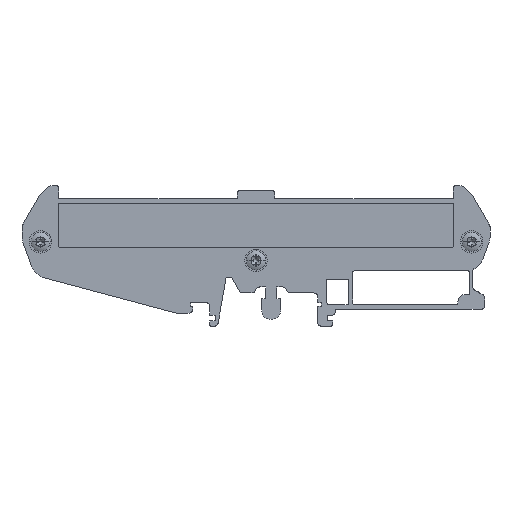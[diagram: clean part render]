
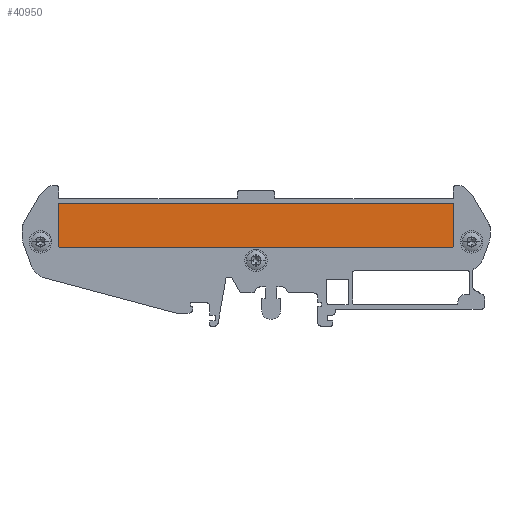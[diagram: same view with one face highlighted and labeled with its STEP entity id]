
A CAD part, left-side view. The second image highlights one B-rep face of the part: STEP entity #40950.
In plain terms, the highlighted planar face has unit normal (-1, 0, 0).
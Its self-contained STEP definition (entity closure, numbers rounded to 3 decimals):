
#40398 = VERTEX_POINT('',#40399);
#40399 = CARTESIAN_POINT('',(0.075,-52.9,26.2));
#40405 = EDGE_CURVE('',#40406,#40398,#40408,.T.);
#40406 = VERTEX_POINT('',#40407);
#40407 = CARTESIAN_POINT('',(0.075,-52.4,26.7));
#40408 = CIRCLE('',#40409,0.5);
#40409 = AXIS2_PLACEMENT_3D('',#40410,#40411,#40412);
#40410 = CARTESIAN_POINT('',(0.075,-52.4,26.2));
#40411 = DIRECTION('',(1.,0.,0.));
#40412 = DIRECTION('',(0.,-1.,0.));
#40924 = VERTEX_POINT('',#40925);
#40925 = CARTESIAN_POINT('',(0.075,-52.4,
    14.7));
#40931 = EDGE_CURVE('',#40924,#40932,#40934,.T.);
#40932 = VERTEX_POINT('',#40933);
#40933 = CARTESIAN_POINT('',(0.075,52.4,
    14.7));
#40934 = LINE('',#40935,#40936);
#40935 = CARTESIAN_POINT('',(0.075,-27.828,
    14.7));
#40936 = VECTOR('',#40937,1.);
#40937 = DIRECTION('',(0.,1.,0.));
#40950 = ADVANCED_FACE('',(#40951),#41002,.T.);
#40951 = FACE_BOUND('',#40952,.T.);
#40952 = EDGE_LOOP('',(#40953,#40961,#40962,#40970,#40979,#40987,#40994,
    #40995));
#40953 = ORIENTED_EDGE('',*,*,#40954,.F.);
#40954 = EDGE_CURVE('',#40398,#40955,#40957,.T.);
#40955 = VERTEX_POINT('',#40956);
#40956 = CARTESIAN_POINT('',(0.075,-52.9,
    15.2));
#40957 = LINE('',#40958,#40959);
#40958 = CARTESIAN_POINT('',(0.075,-52.9,
    5.761));
#40959 = VECTOR('',#40960,1.);
#40960 = DIRECTION('',(0.,0.,-1.));
#40961 = ORIENTED_EDGE('',*,*,#40405,.F.);
#40962 = ORIENTED_EDGE('',*,*,#40963,.F.);
#40963 = EDGE_CURVE('',#40964,#40406,#40966,.T.);
#40964 = VERTEX_POINT('',#40965);
#40965 = CARTESIAN_POINT('',(0.075,52.4,
    26.7));
#40966 = LINE('',#40967,#40968);
#40967 = CARTESIAN_POINT('',(0.075,-27.828,26.7));
#40968 = VECTOR('',#40969,1.);
#40969 = DIRECTION('',(0.,-1.,0.));
#40970 = ORIENTED_EDGE('',*,*,#40971,.F.);
#40971 = EDGE_CURVE('',#40972,#40964,#40974,.T.);
#40972 = VERTEX_POINT('',#40973);
#40973 = CARTESIAN_POINT('',(0.075,52.9,
    26.2));
#40974 = CIRCLE('',#40975,0.5);
#40975 = AXIS2_PLACEMENT_3D('',#40976,#40977,#40978);
#40976 = CARTESIAN_POINT('',(0.075,52.4,
    26.2));
#40977 = DIRECTION('',(1.,0.,0.));
#40978 = DIRECTION('',(0.,-1.,0.));
#40979 = ORIENTED_EDGE('',*,*,#40980,.F.);
#40980 = EDGE_CURVE('',#40981,#40972,#40983,.T.);
#40981 = VERTEX_POINT('',#40982);
#40982 = CARTESIAN_POINT('',(0.075,52.9,
    15.2));
#40983 = LINE('',#40984,#40985);
#40984 = CARTESIAN_POINT('',(0.075,52.9,
    5.761));
#40985 = VECTOR('',#40986,1.);
#40986 = DIRECTION('',(0.,0.,1.));
#40987 = ORIENTED_EDGE('',*,*,#40988,.F.);
#40988 = EDGE_CURVE('',#40932,#40981,#40989,.T.);
#40989 = CIRCLE('',#40990,0.5);
#40990 = AXIS2_PLACEMENT_3D('',#40991,#40992,#40993);
#40991 = CARTESIAN_POINT('',(0.075,52.4,
    15.2));
#40992 = DIRECTION('',(1.,0.,0.));
#40993 = DIRECTION('',(0.,-1.,0.));
#40994 = ORIENTED_EDGE('',*,*,#40931,.F.);
#40995 = ORIENTED_EDGE('',*,*,#40996,.F.);
#40996 = EDGE_CURVE('',#40955,#40924,#40997,.T.);
#40997 = CIRCLE('',#40998,0.5);
#40998 = AXIS2_PLACEMENT_3D('',#40999,#41000,#41001);
#40999 = CARTESIAN_POINT('',(0.075,-52.4,
    15.2));
#41000 = DIRECTION('',(1.,0.,0.));
#41001 = DIRECTION('',(0.,-1.,0.));
#41002 = PLANE('',#41003);
#41003 = AXIS2_PLACEMENT_3D('',#41004,#41005,#41006);
#41004 = CARTESIAN_POINT('',(0.075,0.,5.883)
  );
#41005 = DIRECTION('',(-1.,0.,0.));
#41006 = DIRECTION('',(0.,-1.,0.));
